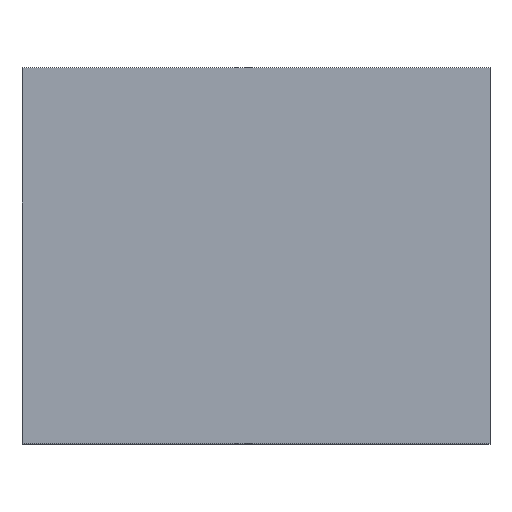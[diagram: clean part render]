
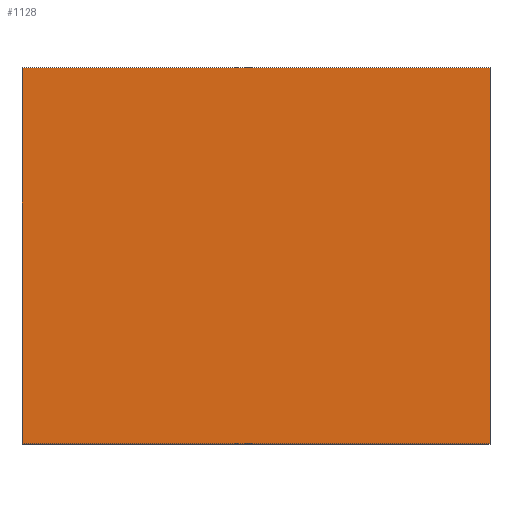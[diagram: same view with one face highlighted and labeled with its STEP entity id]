
A CAD part, top view. The second image highlights one B-rep face of the part: STEP entity #1128.
In plain terms, the highlighted planar face has unit normal (0, 0, 1).
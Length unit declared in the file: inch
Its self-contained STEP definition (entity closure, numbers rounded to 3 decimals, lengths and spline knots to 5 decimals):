
#92=FACE_OUTER_BOUND('',#154,.T.);
#154=EDGE_LOOP('',(#1001,#1002,#1003,#1004));
#294=LINE('',#1785,#444);
#301=LINE('',#1798,#451);
#302=LINE('',#1801,#452);
#304=LINE('',#1804,#454);
#444=VECTOR('',#1463,0.3937);
#451=VECTOR('',#1480,0.3937);
#452=VECTOR('',#1483,0.3937);
#454=VECTOR('',#1487,0.3937);
#551=VERTEX_POINT('',#1782);
#552=VERTEX_POINT('',#1784);
#553=VERTEX_POINT('',#1796);
#554=VERTEX_POINT('',#1800);
#694=EDGE_CURVE('',#552,#551,#294,.T.);
#701=EDGE_CURVE('',#551,#553,#301,.T.);
#702=EDGE_CURVE('',#554,#552,#302,.T.);
#704=EDGE_CURVE('',#553,#554,#304,.T.);
#1001=ORIENTED_EDGE('',*,*,#701,.T.);
#1002=ORIENTED_EDGE('',*,*,#704,.T.);
#1003=ORIENTED_EDGE('',*,*,#702,.T.);
#1004=ORIENTED_EDGE('',*,*,#694,.T.);
#1066=PLANE('',#1210);
#1128=ADVANCED_FACE('',(#92),#1066,.T.);
#1210=AXIS2_PLACEMENT_3D('',#1805,#1488,#1489);
#1463=DIRECTION('',(0.,1.,0.));
#1480=DIRECTION('',(-1.,0.,0.));
#1483=DIRECTION('',(1.,0.,0.));
#1487=DIRECTION('',(0.,-1.,0.));
#1488=DIRECTION('center_axis',(0.,0.,1.));
#1489=DIRECTION('ref_axis',(1.,0.,0.));
#1782=CARTESIAN_POINT('',(0.305,0.245,0.55));
#1784=CARTESIAN_POINT('',(0.305,-0.245,0.55));
#1785=CARTESIAN_POINT('',(0.305,0.245,0.55));
#1796=CARTESIAN_POINT('',(-0.305,0.245,0.55));
#1798=CARTESIAN_POINT('',(-0.305,0.245,0.55));
#1800=CARTESIAN_POINT('',(-0.305,-0.245,0.55));
#1801=CARTESIAN_POINT('',(0.305,-0.245,0.55));
#1804=CARTESIAN_POINT('',(-0.305,-0.245,0.55));
#1805=CARTESIAN_POINT('Origin',(0.,0.,0.55));
